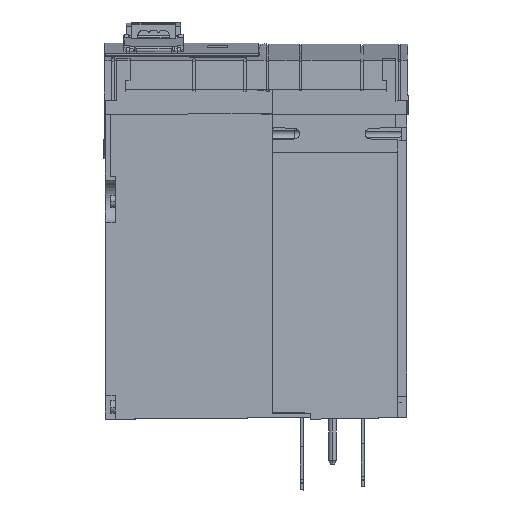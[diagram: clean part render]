
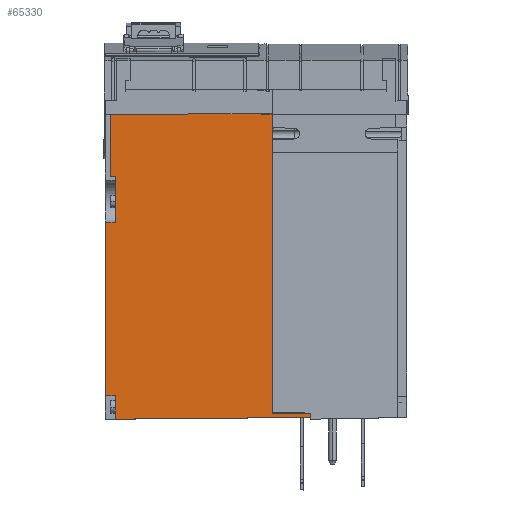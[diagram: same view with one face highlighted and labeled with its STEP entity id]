
A CAD part, left-side view. The second image highlights one B-rep face of the part: STEP entity #65330.
In plain terms, the highlighted planar face has unit normal (-1, 0, 0).
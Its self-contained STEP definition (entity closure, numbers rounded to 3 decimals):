
#65193=DIRECTION('',(0.,0.,1.));
#65194=VECTOR('',#65193,2.536);
#65195=CARTESIAN_POINT('',(-40.896,-113.203,
-13.714));
#65196=LINE('',#65195,#65194);
#65197=DIRECTION('',(0.,-1.,0.));
#65198=VECTOR('',#65197,6.5);
#65199=CARTESIAN_POINT('',(-40.896,-113.203,
-11.178));
#65200=LINE('',#65199,#65198);
#65201=DIRECTION('',(0.,0.,1.));
#65202=VECTOR('',#65201,30.5);
#65203=CARTESIAN_POINT('',(-40.897,-119.703,
-11.178));
#65204=LINE('',#65203,#65202);
#65205=DIRECTION('',(0.,1.,0.));
#65206=VECTOR('',#65205,3.5);
#65207=CARTESIAN_POINT('',(-40.897,-119.703,
19.322));
#65208=LINE('',#65207,#65206);
#65209=DIRECTION('',(0.,0.,1.));
#65210=VECTOR('',#65209,0.571);
#65211=CARTESIAN_POINT('',(-40.897,-116.203,
19.322));
#65212=LINE('',#65211,#65210);
#65213=DIRECTION('',(0.,0.,1.));
#65214=VECTOR('',#65213,39.909);
#65215=CARTESIAN_POINT('',(-40.897,-116.203,
19.893));
#65216=LINE('',#65215,#65214);
#65217=DIRECTION('',(0.,-1.,0.));
#65218=VECTOR('',#65217,4.2);
#65219=CARTESIAN_POINT('',(-40.896,-116.203,
59.802));
#65220=LINE('',#65219,#65218);
#65221=DIRECTION('',(0.,-1.,0.009));
#65222=VECTOR('',#65221,102.304);
#65223=CARTESIAN_POINT('',(-40.897,-120.403,
59.802));
#65224=LINE('',#65223,#65222);
#65225=DIRECTION('',(0.,0.,-1.));
#65226=VECTOR('',#65225,196.897);
#65227=CARTESIAN_POINT('',(-40.901,-222.703,
60.697));
#65228=LINE('',#65227,#65226);
#65229=DIRECTION('',(0.,-1.,0.));
#65230=VECTOR('',#65229,25.);
#65231=CARTESIAN_POINT('',(-40.901,-222.703,
-136.2));
#65232=LINE('',#65231,#65230);
#65233=DIRECTION('',(0.,0.,-1.));
#65234=VECTOR('',#65233,2.853);
#65235=CARTESIAN_POINT('',(-40.902,-247.703,
-136.2));
#65236=LINE('',#65235,#65234);
#65237=DIRECTION('',(0.,1.,-0.009));
#65238=VECTOR('',#65237,125.505);
#65239=CARTESIAN_POINT('',(-40.902,-247.703,
-139.053));
#65240=LINE('',#65239,#65238);
#65241=CARTESIAN_POINT('',(-40.897,-122.203,
-140.16));
#65242=CARTESIAN_POINT('',(-40.897,-121.922,
-140.162));
#65243=CARTESIAN_POINT('',(-40.897,-121.363,
-140.168));
#65244=CARTESIAN_POINT('',(-40.897,-120.522,
-140.192));
#65245=CARTESIAN_POINT('',(-40.897,-119.974,
-140.198));
#65246=CARTESIAN_POINT('',(-40.897,-119.703,
-140.2));
#65248=DIRECTION('',(0.,0.,1.));
#65249=VECTOR('',#65248,15.443);
#65250=CARTESIAN_POINT('',(-40.897,-119.703,
-140.2));
#65251=LINE('',#65250,#65249);
#65252=DIRECTION('',(0.,1.,0.009));
#65253=VECTOR('',#65252,6.5);
#65254=CARTESIAN_POINT('',(-40.897,-119.703,
-124.757));
#65255=LINE('',#65254,#65253);
#65256=DIRECTION('',(0.,0.,1.));
#65257=VECTOR('',#65256,110.986);
#65258=CARTESIAN_POINT('',(-40.897,-113.203,
-124.7));
#65259=LINE('',#65258,#65257);
#65260=CARTESIAN_POINT('',(-40.896,-113.203,
-13.714));
#65261=CARTESIAN_POINT('',(-40.896,-113.203,
-11.178));
#65262=VERTEX_POINT('',#65260);
#65263=VERTEX_POINT('',#65261);
#65264=CARTESIAN_POINT('',(-40.897,-119.703,
-11.178));
#65265=VERTEX_POINT('',#65264);
#65266=CARTESIAN_POINT('',(-40.897,-119.703,
19.322));
#65267=VERTEX_POINT('',#65266);
#65268=CARTESIAN_POINT('',(-40.897,-116.203,
19.322));
#65269=VERTEX_POINT('',#65268);
#65270=CARTESIAN_POINT('',(-40.897,-116.203,
19.893));
#65271=VERTEX_POINT('',#65270);
#65272=CARTESIAN_POINT('',(-40.896,-116.203,
59.802));
#65273=VERTEX_POINT('',#65272);
#65274=CARTESIAN_POINT('',(-40.897,-120.403,
59.802));
#65275=VERTEX_POINT('',#65274);
#65276=CARTESIAN_POINT('',(-40.901,-222.703,
60.697));
#65277=VERTEX_POINT('',#65276);
#65278=CARTESIAN_POINT('',(-40.901,-222.703,
-136.2));
#65279=VERTEX_POINT('',#65278);
#65280=CARTESIAN_POINT('',(-40.902,-247.703,
-136.2));
#65281=VERTEX_POINT('',#65280);
#65282=CARTESIAN_POINT('',(-40.902,-247.703,
-139.053));
#65283=VERTEX_POINT('',#65282);
#65284=CARTESIAN_POINT('',(-40.897,-122.203,
-140.16));
#65285=VERTEX_POINT('',#65284);
#65286=VERTEX_POINT('',#65246);
#65287=CARTESIAN_POINT('',(-40.897,-119.703,
-124.757));
#65288=VERTEX_POINT('',#65287);
#65289=CARTESIAN_POINT('',(-40.897,-113.203,
-124.7));
#65290=VERTEX_POINT('',#65289);
#65291=CARTESIAN_POINT('',(-40.892,0.002,
0.));
#65292=DIRECTION('',(-1.,0.,0.));
#65293=DIRECTION('',(0.,-1.,0.));
#65294=AXIS2_PLACEMENT_3D('',#65291,#65292,#65293);
#65295=PLANE('',#65294);
#65297=ORIENTED_EDGE('',*,*,#65296,.T.);
#65299=ORIENTED_EDGE('',*,*,#65298,.T.);
#65301=ORIENTED_EDGE('',*,*,#65300,.T.);
#65303=ORIENTED_EDGE('',*,*,#65302,.T.);
#65305=ORIENTED_EDGE('',*,*,#65304,.T.);
#65307=ORIENTED_EDGE('',*,*,#65306,.T.);
#65309=ORIENTED_EDGE('',*,*,#65308,.T.);
#65311=ORIENTED_EDGE('',*,*,#65310,.T.);
#65313=ORIENTED_EDGE('',*,*,#65312,.T.);
#65315=ORIENTED_EDGE('',*,*,#65314,.T.);
#65317=ORIENTED_EDGE('',*,*,#65316,.T.);
#65319=ORIENTED_EDGE('',*,*,#65318,.T.);
#65321=ORIENTED_EDGE('',*,*,#65320,.T.);
#65323=ORIENTED_EDGE('',*,*,#65322,.T.);
#65325=ORIENTED_EDGE('',*,*,#65324,.T.);
#65327=ORIENTED_EDGE('',*,*,#65326,.T.);
#65328=EDGE_LOOP('',(#65297,#65299,#65301,#65303,#65305,#65307,#65309,#65311,
#65313,#65315,#65317,#65319,#65321,#65323,#65325,#65327));
#65329=FACE_OUTER_BOUND('',#65328,.F.);
#65247=B_SPLINE_CURVE_WITH_KNOTS('',3,(#65241,#65242,#65243,#65244,#65245,
#65246),.UNSPECIFIED.,.F.,.F.,(4,1,1,4),(0.,0.333,
0.667,1.),.UNSPECIFIED.);
#65296=EDGE_CURVE('',#65262,#65263,#65196,.T.);
#65298=EDGE_CURVE('',#65263,#65265,#65200,.T.);
#65300=EDGE_CURVE('',#65265,#65267,#65204,.T.);
#65302=EDGE_CURVE('',#65267,#65269,#65208,.T.);
#65304=EDGE_CURVE('',#65269,#65271,#65212,.T.);
#65306=EDGE_CURVE('',#65271,#65273,#65216,.T.);
#65308=EDGE_CURVE('',#65273,#65275,#65220,.T.);
#65310=EDGE_CURVE('',#65275,#65277,#65224,.T.);
#65312=EDGE_CURVE('',#65277,#65279,#65228,.T.);
#65314=EDGE_CURVE('',#65279,#65281,#65232,.T.);
#65316=EDGE_CURVE('',#65281,#65283,#65236,.T.);
#65318=EDGE_CURVE('',#65283,#65285,#65240,.T.);
#65320=EDGE_CURVE('',#65285,#65286,#65247,.T.);
#65322=EDGE_CURVE('',#65286,#65288,#65251,.T.);
#65324=EDGE_CURVE('',#65288,#65290,#65255,.T.);
#65326=EDGE_CURVE('',#65290,#65262,#65259,.T.);
#65330=ADVANCED_FACE('',(#65329),#65295,.T.);
